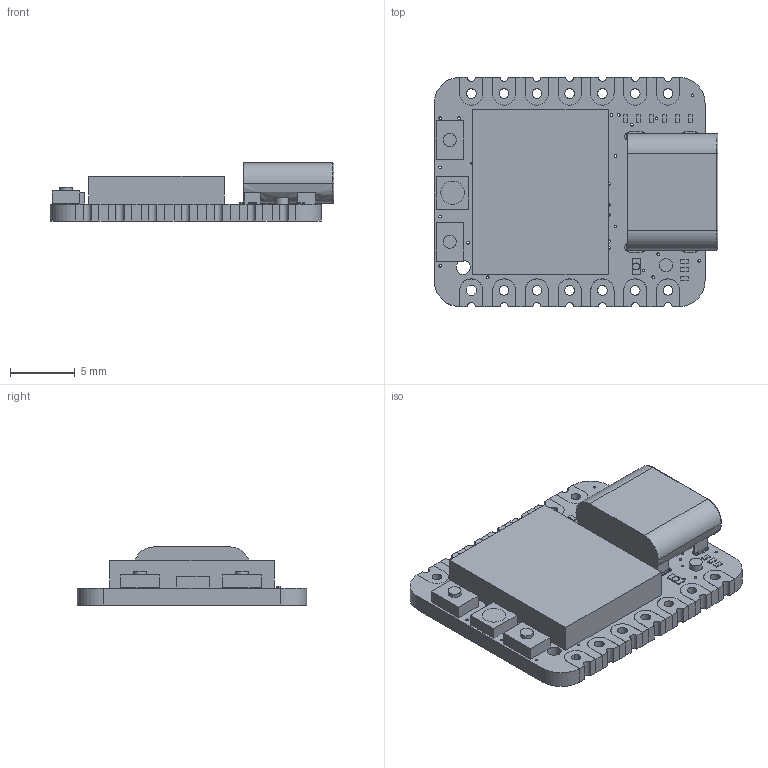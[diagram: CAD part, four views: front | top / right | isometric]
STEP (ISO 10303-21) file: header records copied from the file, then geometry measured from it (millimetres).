
FILE_DESCRIPTION(('HOOPS Exchange Step'),'2;1');
FILE_NAME('temp_export','2023-10-04T12:47:35+02:00',('tim'),('Shapr3D Limited'),'HOOPS Exchange 2023.2','Shapr3D','Authorized');
FILE_SCHEMA( ('AUTOMOTIVE_DESIGN { 1 0 10303 214 1 1 1 1 }') );
Length unit declared in the file: millimetre
Products named in the file (11): Tiny stuff; LED; Programmer port or something; USB-C bits; Power probably; Right; Left; Main terminals; Seeed Studio XIAO RP2040; root
Assembly tree (10 placements, depth 4):
  root
    Seeed Studio XIAO RP2040
      Tiny stuff
      LED
      LED
      Programmer port or something
      USB-C bits
      Power probably
      Main terminals
        Right
        Left
Bounding box: 22 x 17.78 x 4.5 mm (x, y, z)
Volume: 631.4 mm3; surface area: 2176.4 mm2
Topology: 43 solids, 43 shells, 845 faces, 2238 edges, 1496 vertices
Faces by surface type: plane 561, cylinder 265, extrusion 13, bspline 6
Full cylindrical faces by diameter (mm): 0.203 x98, 0.529 x2, 0.572 x8, 0.6 x2, 0.75 x13, 1 x3, 1.1 x2, 1.81 x2
Entity records: 27444 total; most frequent: CARTESIAN_POINT 4947, ORIENTED_EDGE 4476, DIRECTION 4433, EDGE_CURVE 2238, VECTOR 1665, LINE 1652, VERTEX_POINT 1496, AXIS2_PLACEMENT_3D 1384
